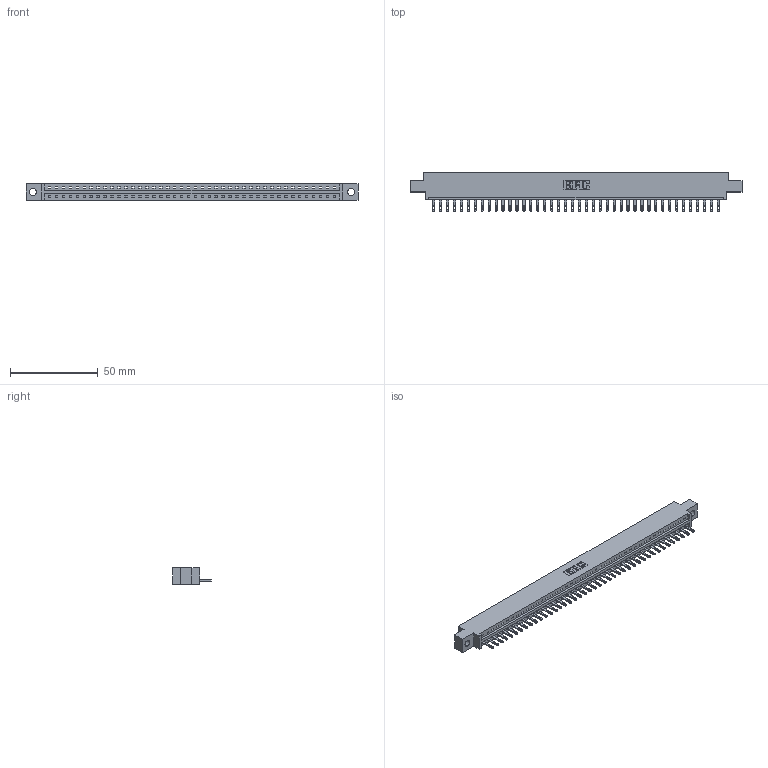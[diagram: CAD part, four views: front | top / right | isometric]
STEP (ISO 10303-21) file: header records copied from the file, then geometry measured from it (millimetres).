
FILE_DESCRIPTION (( 'STEP AP203' ), '1' );
FILE_NAME ('887-042-500-604.STEP', '2020-09-21T00:04:10', ( '' ), ( '' ), 'SwSTEP 2.0', 'SolidWorks 2020', '' );
FILE_SCHEMA (( 'CONFIG_CONTROL_DESIGN' ));
Length unit declared in the file: inch
Products named in the file (3): 887-042-500-604; 837 Part_0.170 Offset - 0.156 Dia-TH; 345-292-001_345-293-100
Assembly tree (43 placements, depth 2):
  887-042-500-604
    837 Part_0.170 Offset - 0.156 Dia-TH
    345-292-001_345-293-100  x42
Bounding box: 189.43 x 21.85 x 9.4 mm (x, y, z)
Volume: 19509 mm3; surface area: 20149.5 mm2
Topology: 43 solids, 43 shells, 2554 faces, 7883 edges, 5254 vertices
Faces by surface type: plane 1754, cylinder 800
Entity records: 31285 total; most frequent: CARTESIAN_POINT 5456, ORIENTED_EDGE 5434, DIRECTION 4593, EDGE_CURVE 2717, VECTOR 2585, LINE 2585, VERTEX_POINT 1810, AXIS2_PLACEMENT_3D 1004
